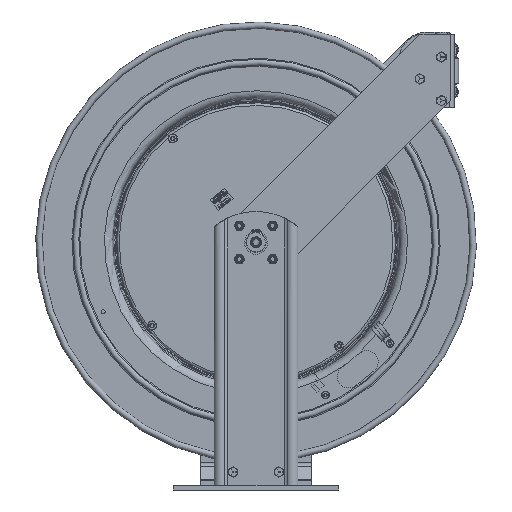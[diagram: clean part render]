
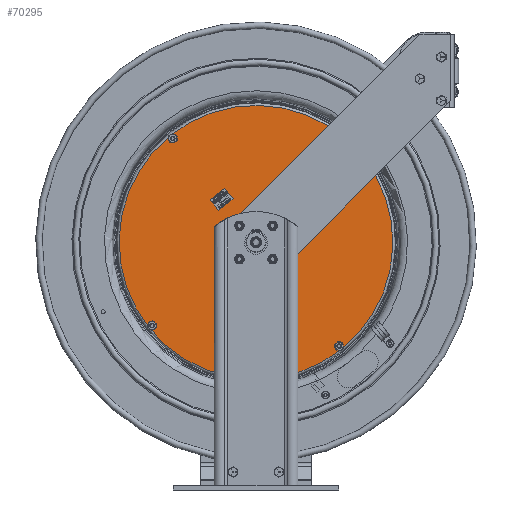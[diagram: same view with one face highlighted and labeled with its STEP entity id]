
A CAD part, front view. The second image highlights one B-rep face of the part: STEP entity #70295.
In plain terms, the highlighted planar face has unit normal (0, -1, 0).
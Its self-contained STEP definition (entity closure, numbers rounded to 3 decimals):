
#4499=FACE_BOUND('',#9706,.T.);
#4500=FACE_BOUND('',#9707,.T.);
#4501=FACE_BOUND('',#9708,.T.);
#4502=FACE_BOUND('',#9709,.T.);
#4503=FACE_BOUND('',#9710,.T.);
#6709=FACE_OUTER_BOUND('',#9705,.T.);
#9705=EDGE_LOOP('',(#61099));
#9706=EDGE_LOOP('',(#61100));
#9707=EDGE_LOOP('',(#61101));
#9708=EDGE_LOOP('',(#61102));
#9709=EDGE_LOOP('',(#61103));
#9710=EDGE_LOOP('',(#61104));
#12631=CIRCLE('',#75494,7.455);
#12632=CIRCLE('',#75495,0.655);
#12633=CIRCLE('',#75496,0.14);
#12634=CIRCLE('',#75497,0.14);
#12635=CIRCLE('',#75498,0.14);
#12636=CIRCLE('',#75499,0.14);
#33415=VERTEX_POINT('',#123298);
#33416=VERTEX_POINT('',#123300);
#33417=VERTEX_POINT('',#123302);
#33418=VERTEX_POINT('',#123304);
#33419=VERTEX_POINT('',#123306);
#33420=VERTEX_POINT('',#123308);
#44942=EDGE_CURVE('',#33415,#33415,#12631,.T.);
#44943=EDGE_CURVE('',#33416,#33416,#12632,.T.);
#44944=EDGE_CURVE('',#33417,#33417,#12633,.T.);
#44945=EDGE_CURVE('',#33418,#33418,#12634,.T.);
#44946=EDGE_CURVE('',#33419,#33419,#12635,.T.);
#44947=EDGE_CURVE('',#33420,#33420,#12636,.T.);
#61099=ORIENTED_EDGE('',*,*,#44942,.F.);
#61100=ORIENTED_EDGE('',*,*,#44943,.T.);
#61101=ORIENTED_EDGE('',*,*,#44944,.T.);
#61102=ORIENTED_EDGE('',*,*,#44945,.T.);
#61103=ORIENTED_EDGE('',*,*,#44946,.T.);
#61104=ORIENTED_EDGE('',*,*,#44947,.T.);
#65322=PLANE('',#75493);
#70295=ADVANCED_FACE('',(#6709,#4499,#4500,#4501,#4502,#4503),#65322,.T.);
#75493=AXIS2_PLACEMENT_3D('',#123297,#89994,#89995);
#75494=AXIS2_PLACEMENT_3D('',#123299,#89996,#89997);
#75495=AXIS2_PLACEMENT_3D('',#123301,#89998,#89999);
#75496=AXIS2_PLACEMENT_3D('',#123303,#90000,#90001);
#75497=AXIS2_PLACEMENT_3D('',#123305,#90002,#90003);
#75498=AXIS2_PLACEMENT_3D('',#123307,#90004,#90005);
#75499=AXIS2_PLACEMENT_3D('',#123309,#90006,#90007);
#89994=DIRECTION('center_axis',(0.,-1.,0.));
#89995=DIRECTION('ref_axis',(0.78,0.,0.625));
#89996=DIRECTION('center_axis',(0.,1.,0.));
#89997=DIRECTION('ref_axis',(0.78,0.,0.625));
#89998=DIRECTION('center_axis',(0.,1.,0.));
#89999=DIRECTION('ref_axis',(-0.78,0.,-0.625));
#90000=DIRECTION('center_axis',(0.,1.,0.));
#90001=DIRECTION('ref_axis',(0.78,0.,0.625));
#90002=DIRECTION('center_axis',(0.,1.,0.));
#90003=DIRECTION('ref_axis',(0.78,0.,0.625));
#90004=DIRECTION('center_axis',(0.,1.,0.));
#90005=DIRECTION('ref_axis',(0.78,0.,0.625));
#90006=DIRECTION('center_axis',(0.,1.,0.));
#90007=DIRECTION('ref_axis',(0.78,0.,0.625));
#123297=CARTESIAN_POINT('Origin',(0.,-1.43,13.49));
#123298=CARTESIAN_POINT('',(-5.819,-1.43,8.829));
#123299=CARTESIAN_POINT('Origin',(0.,-1.43,13.49));
#123300=CARTESIAN_POINT('',(0.511,-1.43,13.899));
#123301=CARTESIAN_POINT('Origin',(0.,-1.43,13.49));
#123302=CARTESIAN_POINT('',(5.768,-1.43,18.11));
#123303=CARTESIAN_POINT('Origin',(5.659,-1.43,18.022));
#123304=CARTESIAN_POINT('',(4.642,-1.43,7.919));
#123305=CARTESIAN_POINT('Origin',(4.532,-1.43,7.831));
#123306=CARTESIAN_POINT('',(-4.423,-1.43,19.236));
#123307=CARTESIAN_POINT('Origin',(-4.532,-1.43,19.149));
#123308=CARTESIAN_POINT('',(-5.549,-1.43,9.045));
#123309=CARTESIAN_POINT('Origin',(-5.659,-1.43,8.958));
